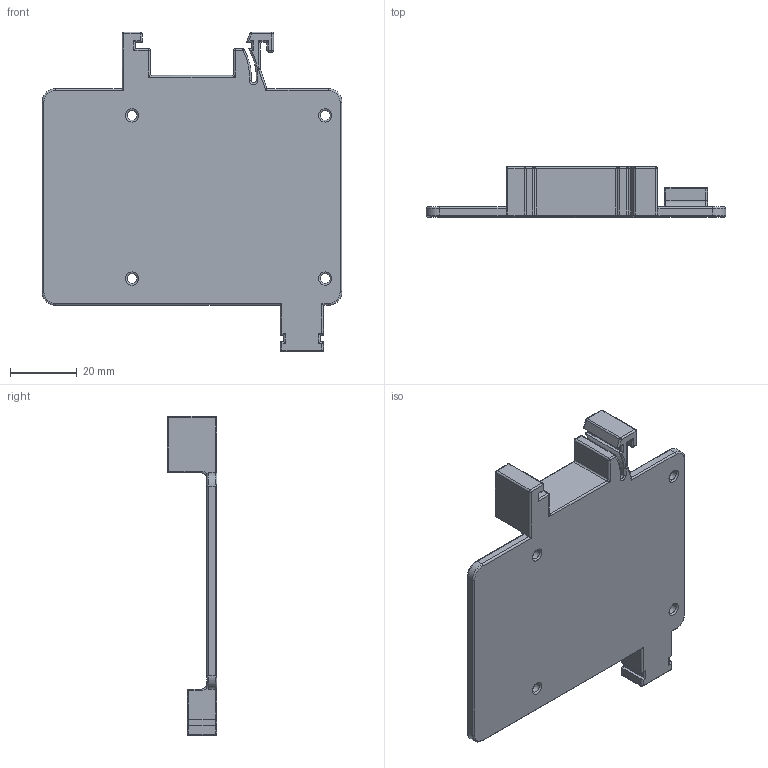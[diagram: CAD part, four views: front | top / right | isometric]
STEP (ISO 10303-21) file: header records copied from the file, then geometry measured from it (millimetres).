
FILE_DESCRIPTION(/* description */ (''),/* implementation_level */ '2;1');
FILE_NAME(/* name */ 'DINRailMount v4.step',/* time_stamp */ '2020-07-25T22:01:26+02:00',/* author */ (''),/* organization */ (''),/* preprocessor_version */ 'ST-DEVELOPER v18.1',/* originating_system */ 'Autodesk Translation Framework v9.3.0.1241',/* authorisation */ '');
FILE_SCHEMA (('AUTOMOTIVE_DESIGN { 1 0 10303 214 3 1 1 }'));
Length unit declared in the file: millimetre
Products named in the file (1): DINRailMount
Bounding box: 90 x 15 x 96 mm (x, y, z)
Volume: 24244.2 mm3; surface area: 16366.4 mm2
Topology: 1 solids, 1 shells, 213 faces, 474 edges, 253 vertices
Faces by surface type: cylinder 111, plane 44, sphere 26, torus 21, bspline 11
Full cylindrical faces by diameter (mm): 3 x4
Entity records: 6090 total; most frequent: CARTESIAN_POINT 1341, DIRECTION 1079, ORIENTED_EDGE 928, EDGE_CURVE 464, AXIS2_PLACEMENT_3D 423, VERTEX_POINT 253, LINE 233, VECTOR 233
